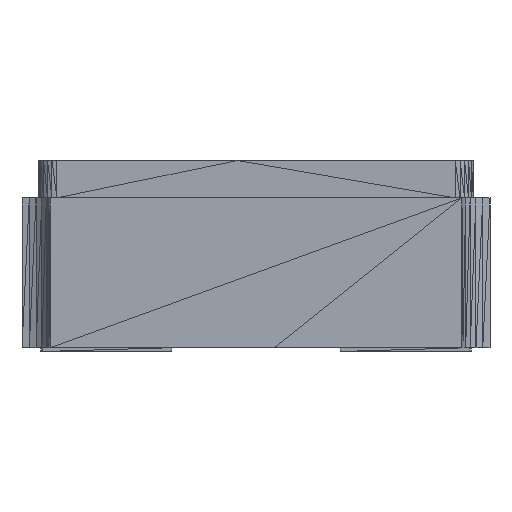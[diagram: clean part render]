
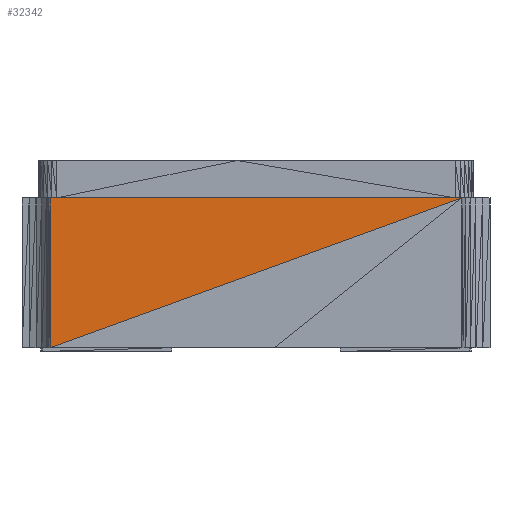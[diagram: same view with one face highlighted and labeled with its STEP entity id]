
A CAD part, left-side view. The second image highlights one B-rep face of the part: STEP entity #32342.
In plain terms, the highlighted planar face has unit normal (-1, 0, 0).
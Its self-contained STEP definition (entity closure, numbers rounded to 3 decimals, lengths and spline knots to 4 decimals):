
#981=DIRECTION('',(0.0,1.0,0.0));
#1022=VECTOR('',#981,1000.0);
#1647=DIRECTION('',(-1.0,-0.0,-0.0));
#31841=CARTESIAN_POINT('',(-1.6,1.1,0.82));
#31842=VERTEX_POINT('',#31841);
#31843=CARTESIAN_POINT('',(-1.6,1.1,0.02));
#31844=VERTEX_POINT('',#31843);
#31845=CARTESIAN_POINT('',(-1.6,-1.1,0.82));
#31846=VERTEX_POINT('',#31845);
#32324=DIRECTION('',(0.0,0.0,-1.0));
#32325=VECTOR('',#32324,1000.0);
#32326=LINE('',#31841,#32325);
#32327=EDGE_CURVE('',#31842,#31844,#32326,.T.);
#32328=DIRECTION('',(0.0,-0.94,0.342));
#32329=VECTOR('',#32328,1000.0);
#32330=LINE('',#31843,#32329);
#32331=EDGE_CURVE('',#31844,#31846,#32330,.T.);
#32332=LINE('',#31845,#1022);
#32333=EDGE_CURVE('',#31846,#31842,#32332,.T.);
#32334=ORIENTED_EDGE('',*,*,#32327,.T.);
#32335=ORIENTED_EDGE('',*,*,#32331,.T.);
#32336=ORIENTED_EDGE('',*,*,#32333,.T.);
#32337=DIRECTION('',(0.0,0.0,-1.0));
#32338=AXIS2_PLACEMENT_3D('',#31841,#1647,#32337);
#32339=PLANE('',#32338);
#32340=EDGE_LOOP('',(#32334,#32335,#32336));
#32341=FACE_BOUND('',#32340,.T.);
#32342=ADVANCED_FACE('',(#32341),#32339,.T.);
